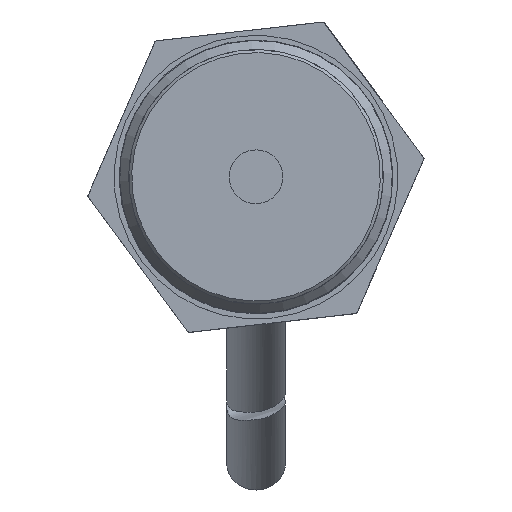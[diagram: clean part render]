
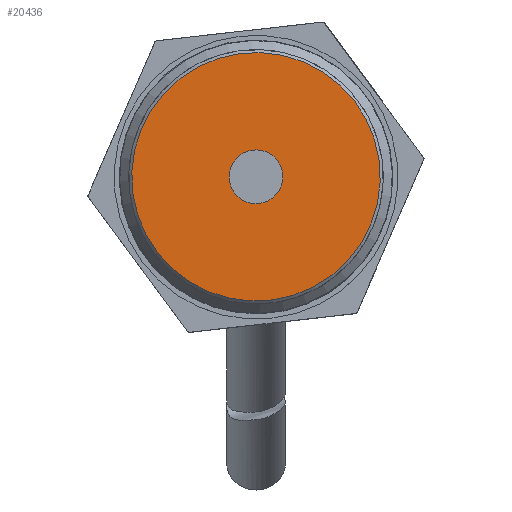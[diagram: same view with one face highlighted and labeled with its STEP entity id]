
A CAD part, top view. The second image highlights one B-rep face of the part: STEP entity #20436.
In plain terms, the highlighted face is planar.
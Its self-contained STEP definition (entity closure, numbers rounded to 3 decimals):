
#3658 = DIRECTION ( 'NONE',  ( 1., 0., 0. ) ) ;
#3891 = CARTESIAN_POINT ( 'NONE',  ( 0., 0., 0. ) ) ;
#11570 = CARTESIAN_POINT ( 'NONE',  ( 0., 0., 0. ) ) ;
#16655 = EDGE_CURVE ( 'NONE', #49367, #49367, #64602, .T. ) ;
#17145 = VERTEX_POINT ( 'NONE', #92696 ) ;
#17262 = DIRECTION ( 'NONE',  ( 0., 0., -1. ) ) ;
#19979 = FACE_BOUND ( 'NONE', #80356, .T. ) ;
#20436 = ADVANCED_FACE ( 'NONE', ( #19979, #50077 ), #56510, .F. ) ;
#24345 = EDGE_CURVE ( 'NONE', #17145, #17145, #70187, .T. ) ;
#29135 = ORIENTED_EDGE ( 'NONE', *, *, #16655, .T. ) ;
#31526 = EDGE_LOOP ( 'NONE', ( #94298 ) ) ;
#31749 = DIRECTION ( 'NONE',  ( 1., 0., 0. ) ) ;
#33811 = DIRECTION ( 'NONE',  ( 0., 0., 1. ) ) ;
#40468 = DIRECTION ( 'NONE',  ( 1., 0., 0. ) ) ;
#49367 = VERTEX_POINT ( 'NONE', #80454 ) ;
#50077 = FACE_OUTER_BOUND ( 'NONE', #31526, .T. ) ;
#56510 = PLANE ( 'NONE',  #64099 ) ;
#64099 = AXIS2_PLACEMENT_3D ( 'NONE', #11570, #33811, #3658 ) ;
#64602 = CIRCLE ( 'NONE', #86681, 2.75 ) ;
#67765 = CARTESIAN_POINT ( 'NONE',  ( 0., 0., 0. ) ) ;
#68538 = AXIS2_PLACEMENT_3D ( 'NONE', #3891, #17262, #40468 ) ;
#68741 = DIRECTION ( 'NONE',  ( 0., 0., 1. ) ) ;
#70187 = CIRCLE ( 'NONE', #68538, 12.7 ) ;
#80356 = EDGE_LOOP ( 'NONE', ( #29135 ) ) ;
#80454 = CARTESIAN_POINT ( 'NONE',  ( 2.75, 0., 0. ) ) ;
#86681 = AXIS2_PLACEMENT_3D ( 'NONE', #67765, #68741, #31749 ) ;
#92696 = CARTESIAN_POINT ( 'NONE',  ( 12.7, 0., 0. ) ) ;
#94298 = ORIENTED_EDGE ( 'NONE', *, *, #24345, .T. ) ;
